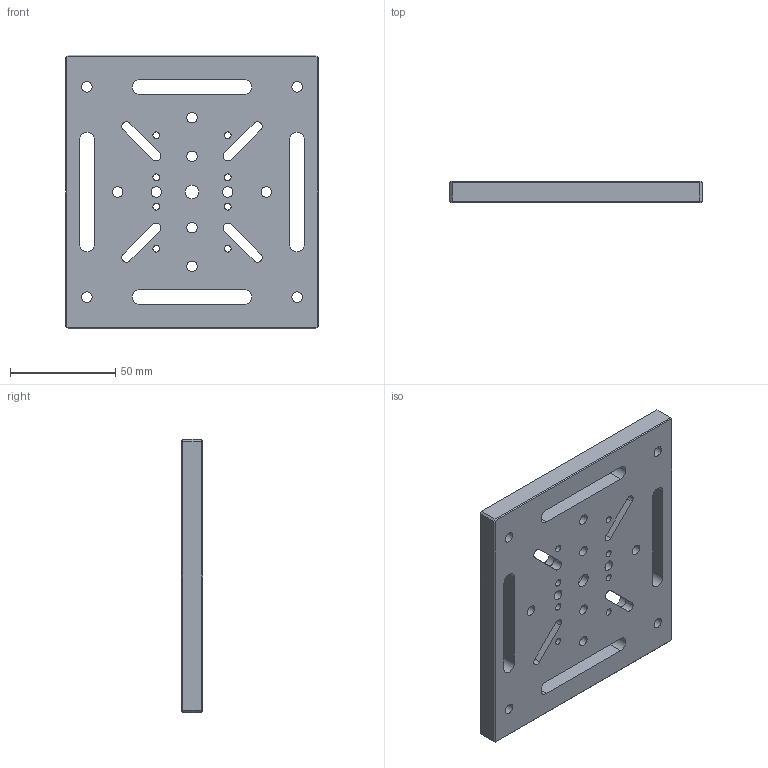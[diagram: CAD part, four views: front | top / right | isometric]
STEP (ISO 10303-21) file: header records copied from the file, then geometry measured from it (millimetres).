
FILE_DESCRIPTION (( 'STEP AP203' ), '1' );
FILE_NAME ('130-120-10-蛌諉啣.STEP', '2025-05-19T03:37:57', ( 'Windows User' ), ( 'P R C' ), 'SwSTEP 2.0', 'SolidWorks 2020', '' );
FILE_SCHEMA (( 'CONFIG_CONTROL_DESIGN' ));
Length unit declared in the file: millimetre
Products named in the file (1): 130-120-10-蛌諉啣
Bounding box: 120 x 10 x 130 mm (x, y, z)
Volume: 130482 mm3; surface area: 41311.4 mm2
Topology: 1 solids, 1 shells, 154 faces, 372 edges, 225 vertices
Faces by surface type: plane 71, cylinder 46, cone 37
Full cylindrical faces by diameter (mm): 3.3 x8, 5 x12, 6.5 x1, 11 x1
Entity records: 4411 total; most frequent: DIRECTION 768, CARTESIAN_POINT 709, ORIENTED_EDGE 658, EDGE_CURVE 329, AXIS2_PLACEMENT_3D 284, EDGE_LOOP 260, VERTEX_POINT 225, LINE 200
